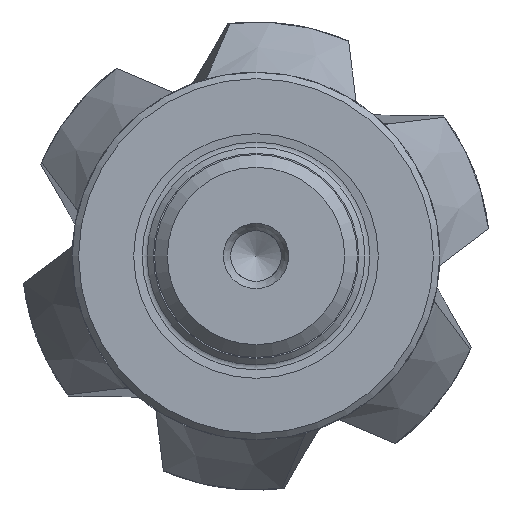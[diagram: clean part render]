
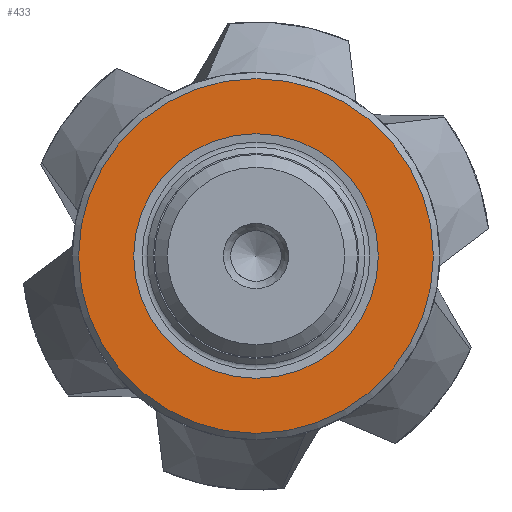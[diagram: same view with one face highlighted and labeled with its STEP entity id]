
A CAD part, left-side view. The second image highlights one B-rep face of the part: STEP entity #433.
In plain terms, the highlighted planar face has unit normal (-1, 0, 0).
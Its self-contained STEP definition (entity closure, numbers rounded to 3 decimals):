
#433 = ADVANCED_FACE ( 'NONE', ( #4570, #5926 ), #3373, .F. ) ;
#568 = DIRECTION ( 'NONE',  ( 1., 0., 0. ) ) ;
#772 = CARTESIAN_POINT ( 'NONE',  ( 24., 0., 14. ) ) ;
#837 = CARTESIAN_POINT ( 'NONE',  ( 24., 0., 0. ) ) ;
#980 = CIRCLE ( 'NONE', #5328, 14. ) ;
#1410 = DIRECTION ( 'NONE',  ( 0., 0., 1. ) ) ;
#1545 = ORIENTED_EDGE ( 'NONE', *, *, #3861, .T. ) ;
#1989 = EDGE_CURVE ( 'NONE', #3730, #3730, #5631, .T. ) ;
#2253 = CARTESIAN_POINT ( 'NONE',  ( 24., 9.653, 0. ) ) ;
#2266 = CARTESIAN_POINT ( 'NONE',  ( 24., 0., 0. ) ) ;
#2823 = DIRECTION ( 'NONE',  ( 0., 0., 1. ) ) ;
#2969 = EDGE_LOOP ( 'NONE', ( #1545 ) ) ;
#3012 = AXIS2_PLACEMENT_3D ( 'NONE', #837, #4752, #1410 ) ;
#3373 = PLANE ( 'NONE',  #7125 ) ;
#3662 = DIRECTION ( 'NONE',  ( 0., 0., -1. ) ) ;
#3730 = VERTEX_POINT ( 'NONE', #6938 ) ;
#3861 = EDGE_CURVE ( 'NONE', #5009, #5009, #980, .T. ) ;
#4570 = FACE_BOUND ( 'NONE', #6249, .T. ) ;
#4752 = DIRECTION ( 'NONE',  ( -1., 0., 0. ) ) ;
#5009 = VERTEX_POINT ( 'NONE', #772 ) ;
#5328 = AXIS2_PLACEMENT_3D ( 'NONE', #2266, #6175, #2823 ) ;
#5631 = CIRCLE ( 'NONE', #3012, 9.653 ) ;
#5926 = FACE_OUTER_BOUND ( 'NONE', #2969, .T. ) ;
#6083 = ORIENTED_EDGE ( 'NONE', *, *, #1989, .F. ) ;
#6175 = DIRECTION ( 'NONE',  ( -1., 0., 0. ) ) ;
#6249 = EDGE_LOOP ( 'NONE', ( #6083 ) ) ;
#6938 = CARTESIAN_POINT ( 'NONE',  ( 24., 0., 9.653 ) ) ;
#7125 = AXIS2_PLACEMENT_3D ( 'NONE', #2253, #568, #3662 ) ;
